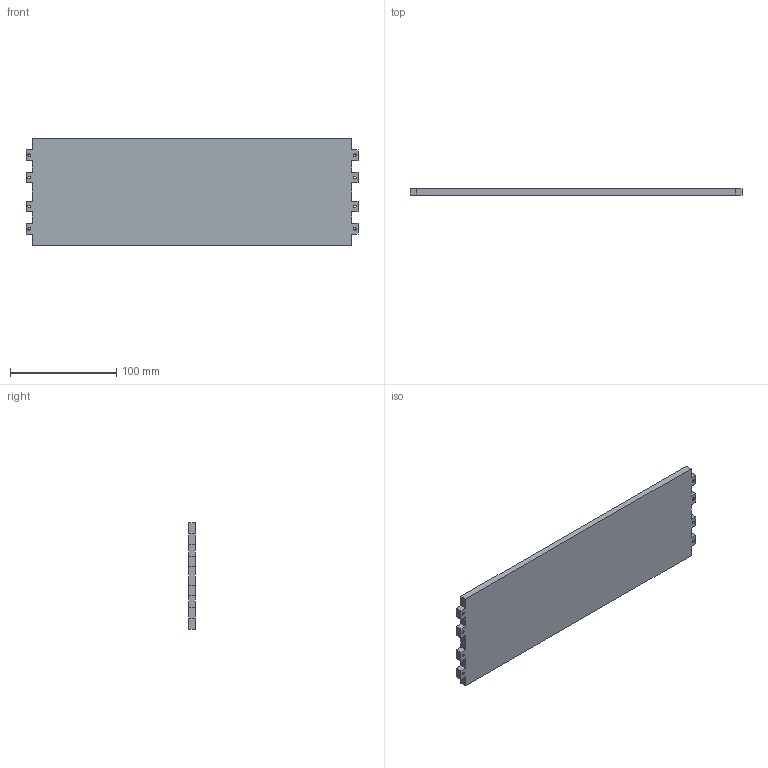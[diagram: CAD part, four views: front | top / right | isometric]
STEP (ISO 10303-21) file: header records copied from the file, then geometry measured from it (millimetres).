
FILE_DESCRIPTION((''),'2;1');
FILE_NAME('FUSE_BOX_TOP','2019-12-18T20:22:27',('max'),(''),'CREO PARAMETRIC BY PTC INC, 2019224','CREO PARAMETRIC BY PTC INC, 2019224','');
FILE_SCHEMA(('CONFIG_CONTROL_DESIGN'));
Length unit declared in the file: millimetre
Products named in the file (1): FUSE_BOX_TOP
Bounding box: 312 x 6 x 100 mm (x, y, z)
Volume: 182644.4 mm3; surface area: 66634.5 mm2
Topology: 1 solids, 1 shells, 54 faces, 156 edges, 104 vertices
Faces by surface type: plane 38, cylinder 16
Entity records: 1842 total; most frequent: CARTESIAN_POINT 314, ORIENTED_EDGE 312, DIRECTION 296, EDGE_CURVE 156, VECTOR 124, LINE 124, VERTEX_POINT 104, AXIS2_PLACEMENT_3D 86
